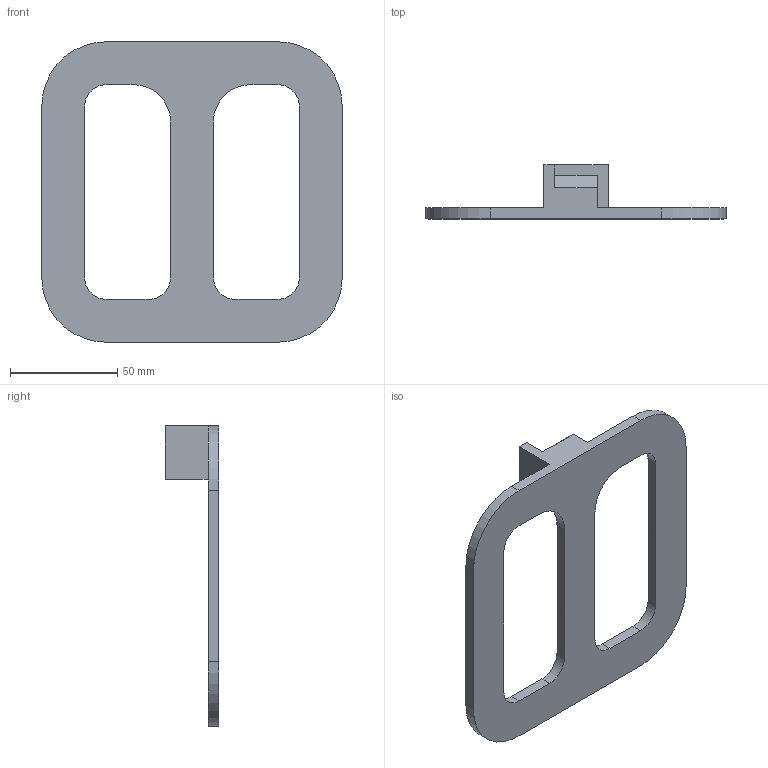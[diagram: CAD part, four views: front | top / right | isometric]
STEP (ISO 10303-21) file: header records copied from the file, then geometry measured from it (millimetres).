
FILE_DESCRIPTION (( 'STEP AP214' ), '1' );
FILE_NAME ('Nodrill SVRBS Backplate.STEP', '2023-05-11T20:05:28', ( '' ), ( '' ), 'SwSTEP 2.0', 'SolidWorks 2010', '' );
FILE_SCHEMA (( 'AUTOMOTIVE_DESIGN' ));
Length unit declared in the file: millimetre
Products named in the file (1): Nodrill SVRBS Backplate
Bounding box: 140 x 25 x 140 mm (x, y, z)
Volume: 63776.4 mm3; surface area: 30034.1 mm2
Topology: 1 solids, 1 shells, 41 faces, 117 edges, 76 vertices
Faces by surface type: plane 27, cylinder 14
Entity records: 1373 total; most frequent: CARTESIAN_POINT 235, ORIENTED_EDGE 234, DIRECTION 229, EDGE_CURVE 117, LINE 89, VECTOR 89, VERTEX_POINT 76, AXIS2_PLACEMENT_3D 70
